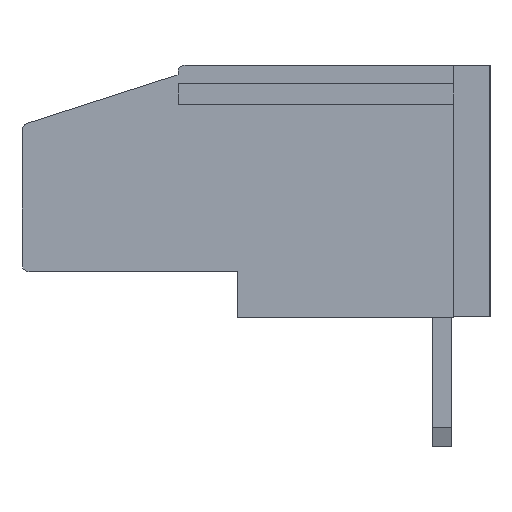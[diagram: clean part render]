
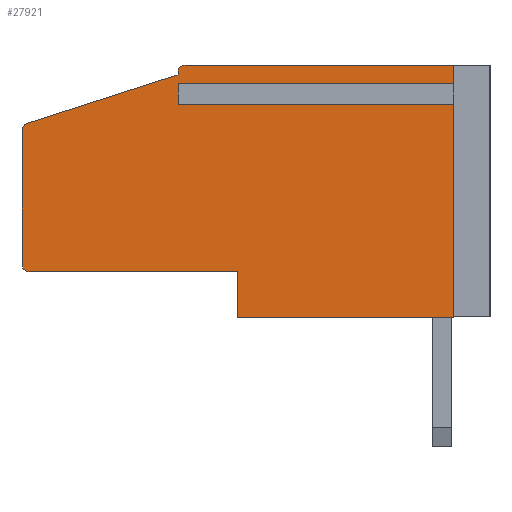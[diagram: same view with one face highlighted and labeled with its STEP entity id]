
A CAD part, left-side view. The second image highlights one B-rep face of the part: STEP entity #27921.
In plain terms, the highlighted planar face has unit normal (-1, 0, 0).
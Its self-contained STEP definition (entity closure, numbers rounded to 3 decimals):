
#80 = EDGE_CURVE ( 'NONE', #23779, #16256, #17688, .T. ) ;
#805 = EDGE_CURVE ( 'NONE', #27412, #3829, #1076, .T. ) ;
#1076 = LINE ( 'NONE', #17977, #9901 ) ;
#1330 = DIRECTION ( 'NONE',  ( 0., 1., 0. ) ) ;
#1363 = VERTEX_POINT ( 'NONE', #8353 ) ;
#1390 = AXIS2_PLACEMENT_3D ( 'NONE', #9986, #18495, #29811 ) ;
#1467 = CARTESIAN_POINT ( 'NONE',  ( 0., 13., 10.1 ) ) ;
#1494 = VERTEX_POINT ( 'NONE', #1467 ) ;
#1843 = ORIENTED_EDGE ( 'NONE', *, *, #14978, .F. ) ;
#1998 = LINE ( 'NONE', #13484, #31532 ) ;
#2278 = VERTEX_POINT ( 'NONE', #10004 ) ;
#2687 = DIRECTION ( 'NONE',  ( 0., -1., 0. ) ) ;
#2962 = DIRECTION ( 'NONE',  ( 0., 0., 1. ) ) ;
#3151 = CARTESIAN_POINT ( 'NONE',  ( 0., 13., 10.1 ) ) ;
#3597 = DIRECTION ( 'NONE',  ( 0., -1., 0. ) ) ;
#3681 = EDGE_CURVE ( 'NONE', #4019, #3829, #14910, .T. ) ;
#3755 = CARTESIAN_POINT ( 'NONE',  ( 0., 19.5, 0. ) ) ;
#3829 = VERTEX_POINT ( 'NONE', #13367 ) ;
#4019 = VERTEX_POINT ( 'NONE', #28485 ) ;
#4163 = ORIENTED_EDGE ( 'NONE', *, *, #3681, .T. ) ;
#5776 = EDGE_CURVE ( 'NONE', #13207, #24399, #26602, .T. ) ;
#6461 = FACE_OUTER_BOUND ( 'NONE', #24489, .T. ) ;
#7339 = DIRECTION ( 'NONE',  ( -1., 0., 0. ) ) ;
#7708 = DIRECTION ( 'NONE',  ( 0., -0.952, 0.307 ) ) ;
#8080 = DIRECTION ( 'NONE',  ( 0., -1., 0. ) ) ;
#8353 = CARTESIAN_POINT ( 'NONE',  ( 0., 1.5, 9.502 ) ) ;
#9154 = CARTESIAN_POINT ( 'NONE',  ( 0., 19.2, 7.782 ) ) ;
#9421 = CARTESIAN_POINT ( 'NONE',  ( 0., 10.5, 0. ) ) ;
#9581 = DIRECTION ( 'NONE',  ( 0., 0., 1. ) ) ;
#9901 = VECTOR ( 'NONE', #12409, 1000. ) ;
#9986 = CARTESIAN_POINT ( 'NONE',  ( 0., 12.7, 10.2 ) ) ;
#10004 = CARTESIAN_POINT ( 'NONE',  ( 0., 12.7, 10.5 ) ) ;
#10312 = CARTESIAN_POINT ( 'NONE',  ( 0., 19.5, 8. ) ) ;
#11112 = VECTOR ( 'NONE', #1330, 1000. ) ;
#11215 = VECTOR ( 'NONE', #26307, 1000. ) ;
#11909 = EDGE_CURVE ( 'NONE', #16256, #15527, #1998, .T. ) ;
#12409 = DIRECTION ( 'NONE',  ( 0., 0., 1. ) ) ;
#12667 = CARTESIAN_POINT ( 'NONE',  ( 0., 19.5, 2.2 ) ) ;
#12742 = VERTEX_POINT ( 'NONE', #29877 ) ;
#12886 = VERTEX_POINT ( 'NONE', #36370 ) ;
#12973 = ORIENTED_EDGE ( 'NONE', *, *, #34582, .F. ) ;
#13207 = VERTEX_POINT ( 'NONE', #9421 ) ;
#13367 = CARTESIAN_POINT ( 'NONE',  ( 0., 19.5, 7.782 ) ) ;
#13484 = CARTESIAN_POINT ( 'NONE',  ( 0., 1.5, 10.5 ) ) ;
#14142 = ORIENTED_EDGE ( 'NONE', *, *, #5776, .F. ) ;
#14345 = CARTESIAN_POINT ( 'NONE',  ( 0., 13., 9.502 ) ) ;
#14448 = PLANE ( 'NONE',  #17483 ) ;
#14802 = DIRECTION ( 'NONE',  ( 0., 0., -1. ) ) ;
#14910 = CIRCLE ( 'NONE', #16117, 0.3 ) ;
#14978 = EDGE_CURVE ( 'NONE', #24399, #12742, #18396, .T. ) ;
#15055 = ORIENTED_EDGE ( 'NONE', *, *, #23852, .F. ) ;
#15527 = VERTEX_POINT ( 'NONE', #23243 ) ;
#15637 = LINE ( 'NONE', #30299, #23154 ) ;
#16117 = AXIS2_PLACEMENT_3D ( 'NONE', #9154, #7339, #18242 ) ;
#16256 = VERTEX_POINT ( 'NONE', #18231 ) ;
#16477 = VERTEX_POINT ( 'NONE', #19538 ) ;
#16834 = CARTESIAN_POINT ( 'NONE',  ( 0., 19.2, 2.2 ) ) ;
#16905 = ORIENTED_EDGE ( 'NONE', *, *, #25683, .F. ) ;
#17470 = CARTESIAN_POINT ( 'NONE',  ( 0., 10.5, 1.9 ) ) ;
#17483 = AXIS2_PLACEMENT_3D ( 'NONE', #25767, #31325, #14802 ) ;
#17629 = AXIS2_PLACEMENT_3D ( 'NONE', #16834, #25357, #28146 ) ;
#17688 = LINE ( 'NONE', #20662, #25459 ) ;
#17772 = LINE ( 'NONE', #29102, #32411 ) ;
#17977 = CARTESIAN_POINT ( 'NONE',  ( 0., 19.5, 10.5 ) ) ;
#18231 = CARTESIAN_POINT ( 'NONE',  ( 0., 1.5, 9.098 ) ) ;
#18242 = DIRECTION ( 'NONE',  ( 0., 0., -1. ) ) ;
#18396 = LINE ( 'NONE', #35530, #11112 ) ;
#18491 = VECTOR ( 'NONE', #9581, 1000. ) ;
#18495 = DIRECTION ( 'NONE',  ( -1., 0., 0. ) ) ;
#18604 = DIRECTION ( 'NONE',  ( 0., 0., -1. ) ) ;
#19059 = ORIENTED_EDGE ( 'NONE', *, *, #20820, .T. ) ;
#19167 = EDGE_CURVE ( 'NONE', #13207, #15527, #20626, .T. ) ;
#19185 = CIRCLE ( 'NONE', #1390, 0.3 ) ;
#19238 = DIRECTION ( 'NONE',  ( 0., 0., -1. ) ) ;
#19538 = CARTESIAN_POINT ( 'NONE',  ( 0., 1.5, 10.5 ) ) ;
#19783 = ORIENTED_EDGE ( 'NONE', *, *, #28995, .F. ) ;
#20626 = LINE ( 'NONE', #3755, #20846 ) ;
#20662 = CARTESIAN_POINT ( 'NONE',  ( 0., 13., 9.098 ) ) ;
#20820 = EDGE_CURVE ( 'NONE', #2278, #12886, #19185, .T. ) ;
#20846 = VECTOR ( 'NONE', #2687, 1000. ) ;
#20935 = ORIENTED_EDGE ( 'NONE', *, *, #805, .F. ) ;
#21191 = CIRCLE ( 'NONE', #17629, 0.3 ) ;
#21629 = VECTOR ( 'NONE', #8080, 1000. ) ;
#21967 = LINE ( 'NONE', #10312, #34201 ) ;
#22060 = EDGE_CURVE ( 'NONE', #35807, #1363, #25119, .T. ) ;
#22189 = ORIENTED_EDGE ( 'NONE', *, *, #19167, .T. ) ;
#22731 = CARTESIAN_POINT ( 'NONE',  ( 0., 13., 9.502 ) ) ;
#22849 = VECTOR ( 'NONE', #2962, 1000. ) ;
#22914 = ORIENTED_EDGE ( 'NONE', *, *, #80, .F. ) ;
#23154 = VECTOR ( 'NONE', #18604, 1000. ) ;
#23243 = CARTESIAN_POINT ( 'NONE',  ( 0., 1.5, 0. ) ) ;
#23779 = VERTEX_POINT ( 'NONE', #24699 ) ;
#23852 = EDGE_CURVE ( 'NONE', #1494, #12886, #31335, .T. ) ;
#24399 = VERTEX_POINT ( 'NONE', #17470 ) ;
#24489 = EDGE_LOOP ( 'NONE', ( #20935, #34650, #1843, #14142, #22189, #27557, #22914, #16905, #33713, #12973, #36747, #19059, #15055, #19783, #4163 ) ) ;
#24699 = CARTESIAN_POINT ( 'NONE',  ( 0., 13., 9.098 ) ) ;
#24774 = LINE ( 'NONE', #27545, #11215 ) ;
#25119 = LINE ( 'NONE', #14345, #21629 ) ;
#25357 = DIRECTION ( 'NONE',  ( -1., 0., 0. ) ) ;
#25459 = VECTOR ( 'NONE', #3597, 1000. ) ;
#25683 = EDGE_CURVE ( 'NONE', #35807, #23779, #17772, .T. ) ;
#25767 = CARTESIAN_POINT ( 'NONE',  ( 0., 19.5, 10.5 ) ) ;
#25861 = EDGE_CURVE ( 'NONE', #27412, #12742, #21191, .T. ) ;
#26307 = DIRECTION ( 'NONE',  ( 0., -1., 0. ) ) ;
#26602 = LINE ( 'NONE', #32365, #18491 ) ;
#27187 = EDGE_CURVE ( 'NONE', #2278, #16477, #24774, .T. ) ;
#27412 = VERTEX_POINT ( 'NONE', #12667 ) ;
#27545 = CARTESIAN_POINT ( 'NONE',  ( 0., 19.5, 10.5 ) ) ;
#27557 = ORIENTED_EDGE ( 'NONE', *, *, #11909, .F. ) ;
#27921 = ADVANCED_FACE ( 'NONE', ( #6461 ), #14448, .F. ) ;
#28146 = DIRECTION ( 'NONE',  ( 0., 0., -1. ) ) ;
#28485 = CARTESIAN_POINT ( 'NONE',  ( 0., 19.292, 8.067 ) ) ;
#28995 = EDGE_CURVE ( 'NONE', #4019, #1494, #21967, .T. ) ;
#29102 = CARTESIAN_POINT ( 'NONE',  ( 0., 13., 9.502 ) ) ;
#29811 = DIRECTION ( 'NONE',  ( 0., 0., -1. ) ) ;
#29877 = CARTESIAN_POINT ( 'NONE',  ( 0., 19.2, 1.9 ) ) ;
#30299 = CARTESIAN_POINT ( 'NONE',  ( 0., 1.5, 10.5 ) ) ;
#31325 = DIRECTION ( 'NONE',  ( 1., 0., 0. ) ) ;
#31335 = LINE ( 'NONE', #3151, #22849 ) ;
#31532 = VECTOR ( 'NONE', #19238, 1000. ) ;
#32365 = CARTESIAN_POINT ( 'NONE',  ( 0., 10.5, 1.9 ) ) ;
#32411 = VECTOR ( 'NONE', #35821, 1000. ) ;
#33713 = ORIENTED_EDGE ( 'NONE', *, *, #22060, .T. ) ;
#34201 = VECTOR ( 'NONE', #7708, 1000. ) ;
#34582 = EDGE_CURVE ( 'NONE', #16477, #1363, #15637, .T. ) ;
#34650 = ORIENTED_EDGE ( 'NONE', *, *, #25861, .T. ) ;
#35530 = CARTESIAN_POINT ( 'NONE',  ( 0., 19.5, 1.9 ) ) ;
#35807 = VERTEX_POINT ( 'NONE', #22731 ) ;
#35821 = DIRECTION ( 'NONE',  ( 0., 0., -1. ) ) ;
#36370 = CARTESIAN_POINT ( 'NONE',  ( 0., 13., 10.2 ) ) ;
#36747 = ORIENTED_EDGE ( 'NONE', *, *, #27187, .F. ) ;
